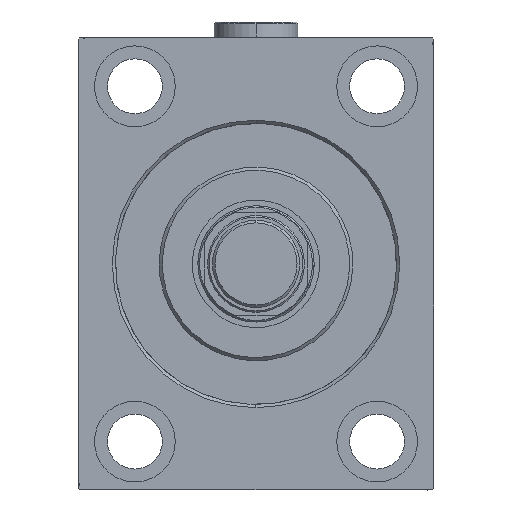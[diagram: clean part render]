
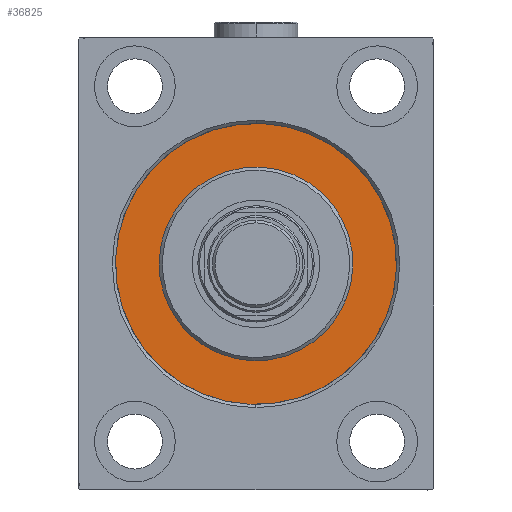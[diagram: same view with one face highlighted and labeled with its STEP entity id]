
A CAD part, left-side view. The second image highlights one B-rep face of the part: STEP entity #36825.
In plain terms, the highlighted face is planar.
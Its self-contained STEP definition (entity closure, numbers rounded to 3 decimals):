
#1308 = PLANE ( 'NONE',  #21810 ) ;
#2459 = CIRCLE ( 'NONE', #34130, 43.5 ) ;
#3570 = EDGE_CURVE ( 'NONE', #25968, #12808, #2459, .T. ) ;
#5602 = CIRCLE ( 'NONE', #43879, 43.5 ) ;
#5733 = ORIENTED_EDGE ( 'NONE', *, *, #16042, .F. ) ;
#5874 = AXIS2_PLACEMENT_3D ( 'NONE', #43583, #26307, #12901 ) ;
#6284 = ORIENTED_EDGE ( 'NONE', *, *, #37111, .F. ) ;
#7387 = CARTESIAN_POINT ( 'NONE',  ( 0., 0., -30. ) ) ;
#8168 = CARTESIAN_POINT ( 'NONE',  ( 0., 0., 0. ) ) ;
#8702 = EDGE_LOOP ( 'NONE', ( #44904, #6284 ) ) ;
#10724 = CARTESIAN_POINT ( 'NONE',  ( 0., 0., 0. ) ) ;
#10994 = VERTEX_POINT ( 'NONE', #7387 ) ;
#12808 = VERTEX_POINT ( 'NONE', #41684 ) ;
#12901 = DIRECTION ( 'NONE',  ( 0., 0., -1. ) ) ;
#15353 = DIRECTION ( 'NONE',  ( -1., 0., 0. ) ) ;
#16042 = EDGE_CURVE ( 'NONE', #10994, #35554, #22084, .T. ) ;
#16056 = CARTESIAN_POINT ( 'NONE',  ( 0., 0., 0. ) ) ;
#17862 = DIRECTION ( 'NONE',  ( -1., 0., 0. ) ) ;
#18374 = AXIS2_PLACEMENT_3D ( 'NONE', #16056, #30375, #37505 ) ;
#21810 = AXIS2_PLACEMENT_3D ( 'NONE', #43482, #15353, #26431 ) ;
#22084 = CIRCLE ( 'NONE', #5874, 30. ) ;
#22238 = DIRECTION ( 'NONE',  ( -1., 0., 0. ) ) ;
#25968 = VERTEX_POINT ( 'NONE', #33173 ) ;
#26307 = DIRECTION ( 'NONE',  ( 1., 0., 0. ) ) ;
#26431 = DIRECTION ( 'NONE',  ( 0., 0., 1. ) ) ;
#30375 = DIRECTION ( 'NONE',  ( 1., 0., 0. ) ) ;
#31950 = DIRECTION ( 'NONE',  ( 0., 0., 1. ) ) ;
#33173 = CARTESIAN_POINT ( 'NONE',  ( 0., 0., -43.5 ) ) ;
#34130 = AXIS2_PLACEMENT_3D ( 'NONE', #10724, #17862, #31950 ) ;
#35554 = VERTEX_POINT ( 'NONE', #41588 ) ;
#36306 = DIRECTION ( 'NONE',  ( 0., 0., 1. ) ) ;
#36362 = FACE_OUTER_BOUND ( 'NONE', #8702, .T. ) ;
#36825 = ADVANCED_FACE ( 'NONE', ( #43937, #36362 ), #1308, .F. ) ;
#37111 = EDGE_CURVE ( 'NONE', #12808, #25968, #5602, .T. ) ;
#37505 = DIRECTION ( 'NONE',  ( 0., 0., -1. ) ) ;
#38260 = CIRCLE ( 'NONE', #18374, 30. ) ;
#38958 = EDGE_CURVE ( 'NONE', #35554, #10994, #38260, .T. ) ;
#39080 = EDGE_LOOP ( 'NONE', ( #41548, #5733 ) ) ;
#41548 = ORIENTED_EDGE ( 'NONE', *, *, #38958, .F. ) ;
#41588 = CARTESIAN_POINT ( 'NONE',  ( 0., 0., 30. ) ) ;
#41684 = CARTESIAN_POINT ( 'NONE',  ( 0., 0., 43.5 ) ) ;
#43482 = CARTESIAN_POINT ( 'NONE',  ( 0., 0., 0. ) ) ;
#43583 = CARTESIAN_POINT ( 'NONE',  ( 0., 0., 0. ) ) ;
#43879 = AXIS2_PLACEMENT_3D ( 'NONE', #8168, #22238, #36306 ) ;
#43937 = FACE_BOUND ( 'NONE', #39080, .T. ) ;
#44904 = ORIENTED_EDGE ( 'NONE', *, *, #3570, .F. ) ;
